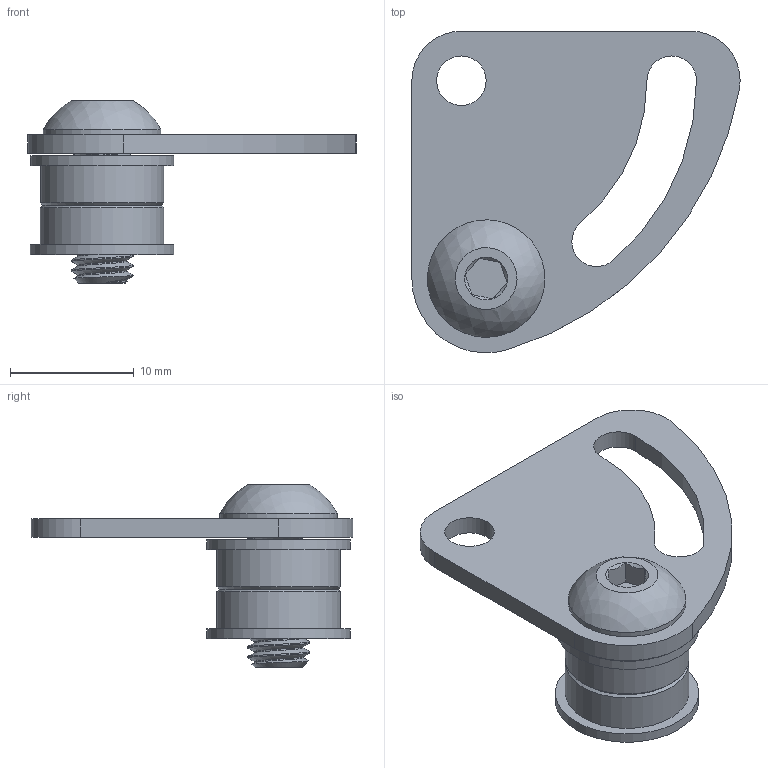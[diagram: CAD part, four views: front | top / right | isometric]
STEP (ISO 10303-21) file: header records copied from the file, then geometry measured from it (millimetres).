
FILE_DESCRIPTION(/* description */ ('Unknown'),/* implementation_level */ '2;1');
FILE_NAME(/* name */ 'Tensioner-SubAssy',/* time_stamp */ '2021-05-28T17:56:51-05:00',/* author */ ('Unknown'),/* organization */ ('Unknown'),/* preprocessor_version */ 'ST-DEVELOPER v16.7',/* originating_system */ 'Solid Edge',/* authorisation */ 'Unknown');
FILE_SCHEMA (('AUTOMOTIVE_DESIGN {1 0 10303 214 3 1 1}'));
Length unit declared in the file: millimetre
Products named in the file (4): Tensioner; 7804K136_STAINLESS STEEL BALL BEARING; TensionHolder-REV1; 91239A230_M5x12_Round
Assembly tree (4 placements, depth 2):
  Tensioner
    7804K136_STAINLESS STEEL BALL BEARING  x2
    TensionHolder-REV1
    91239A230_M5x12_Round
Bounding box: 26.53 x 25.99 x 14.75 mm (x, y, z)
Volume: 1440.6 mm3; surface area: 3255.3 mm2
Topology: 34 solids, 34 shells, 111 faces, 352 edges, 266 vertices
Faces by surface type: cylinder 35, plane 32, sphere 25, cone 13, torus 4, bspline 2
Full cylindrical faces by diameter (mm): 4 x1, 5 x3, 6.973 x8, 8.027 x8, 9.5 x1, 10 x2, 11.6 x2
Entity records: 5089 total; most frequent: CARTESIAN_POINT 3059, ORIENTED_EDGE 434, DIRECTION 300, EDGE_CURVE 217, VERTEX_POINT 203, AXIS2_PLACEMENT_3D 137, FACE_BOUND 112, EDGE_LOOP 100
